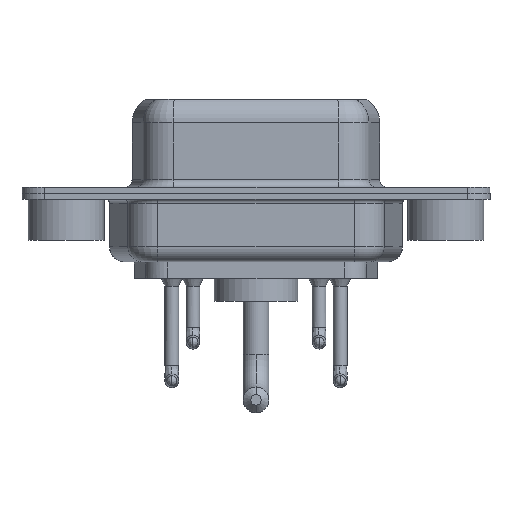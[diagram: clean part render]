
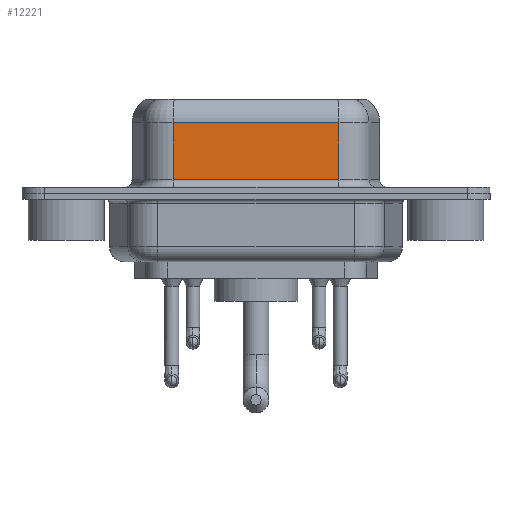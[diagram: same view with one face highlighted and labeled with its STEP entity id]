
A CAD part, front view. The second image highlights one B-rep face of the part: STEP entity #12221.
In plain terms, the highlighted planar face has unit normal (0, -1, 0).
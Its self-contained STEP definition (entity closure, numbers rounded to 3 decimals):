
#655 = CARTESIAN_POINT ( 'NONE',  ( 7.038, -3.95, 4.65 ) ) ;
#703 = CARTESIAN_POINT ( 'NONE',  ( 17.962, -3.95, 6.4 ) ) ;
#1198 = FACE_OUTER_BOUND ( 'NONE', #10217, .T. ) ;
#1441 = PLANE ( 'NONE',  #5072 ) ;
#3013 = LINE ( 'NONE', #8024, #11388 ) ;
#3616 = CARTESIAN_POINT ( 'NONE',  ( 17.962, -3.95, 4.65 ) ) ;
#4001 = DIRECTION ( 'NONE',  ( 0., 1., 0. ) ) ;
#4438 = EDGE_CURVE ( 'NONE', #13049, #15507, #12259, .T. ) ;
#4991 = VECTOR ( 'NONE', #15586, 1000. ) ;
#5072 = AXIS2_PLACEMENT_3D ( 'NONE', #16260, #4001, #15265 ) ;
#5708 = ORIENTED_EDGE ( 'NONE', *, *, #4438, .T. ) ;
#7122 = CARTESIAN_POINT ( 'NONE',  ( 7.038, -3.95, 6.4 ) ) ;
#8024 = CARTESIAN_POINT ( 'NONE',  ( 17.962, -3.95, 0.9 ) ) ;
#8080 = EDGE_CURVE ( 'NONE', #15507, #13243, #10779, .T. ) ;
#8361 = LINE ( 'NONE', #703, #4991 ) ;
#8384 = DIRECTION ( 'NONE',  ( -1., 0., 0. ) ) ;
#8546 = EDGE_CURVE ( 'NONE', #13049, #14189, #8361, .T. ) ;
#9971 = VECTOR ( 'NONE', #14708, 1000. ) ;
#10217 = EDGE_LOOP ( 'NONE', ( #11698, #5708, #10329, #13355 ) ) ;
#10329 = ORIENTED_EDGE ( 'NONE', *, *, #8080, .T. ) ;
#10779 = LINE ( 'NONE', #7122, #9971 ) ;
#10967 = CARTESIAN_POINT ( 'NONE',  ( 17.962, -3.95, 4.65 ) ) ;
#11191 = EDGE_CURVE ( 'NONE', #13243, #14189, #3013, .T. ) ;
#11388 = VECTOR ( 'NONE', #13043, 1000. ) ;
#11491 = VECTOR ( 'NONE', #8384, 1000. ) ;
#11625 = CARTESIAN_POINT ( 'NONE',  ( 7.038, -3.95, 0.9 ) ) ;
#11698 = ORIENTED_EDGE ( 'NONE', *, *, #8546, .F. ) ;
#12221 = ADVANCED_FACE ( 'NONE', ( #1198 ), #1441, .F. ) ;
#12259 = LINE ( 'NONE', #3616, #11491 ) ;
#13043 = DIRECTION ( 'NONE',  ( 1., 0., 0. ) ) ;
#13049 = VERTEX_POINT ( 'NONE', #10967 ) ;
#13243 = VERTEX_POINT ( 'NONE', #11625 ) ;
#13355 = ORIENTED_EDGE ( 'NONE', *, *, #11191, .T. ) ;
#13356 = CARTESIAN_POINT ( 'NONE',  ( 17.962, -3.95, 0.9 ) ) ;
#14189 = VERTEX_POINT ( 'NONE', #13356 ) ;
#14708 = DIRECTION ( 'NONE',  ( 0., 0., -1. ) ) ;
#15265 = DIRECTION ( 'NONE',  ( -1., 0., 0. ) ) ;
#15507 = VERTEX_POINT ( 'NONE', #655 ) ;
#15586 = DIRECTION ( 'NONE',  ( 0., 0., -1. ) ) ;
#16260 = CARTESIAN_POINT ( 'NONE',  ( 17.962, -3.95, 6.4 ) ) ;
